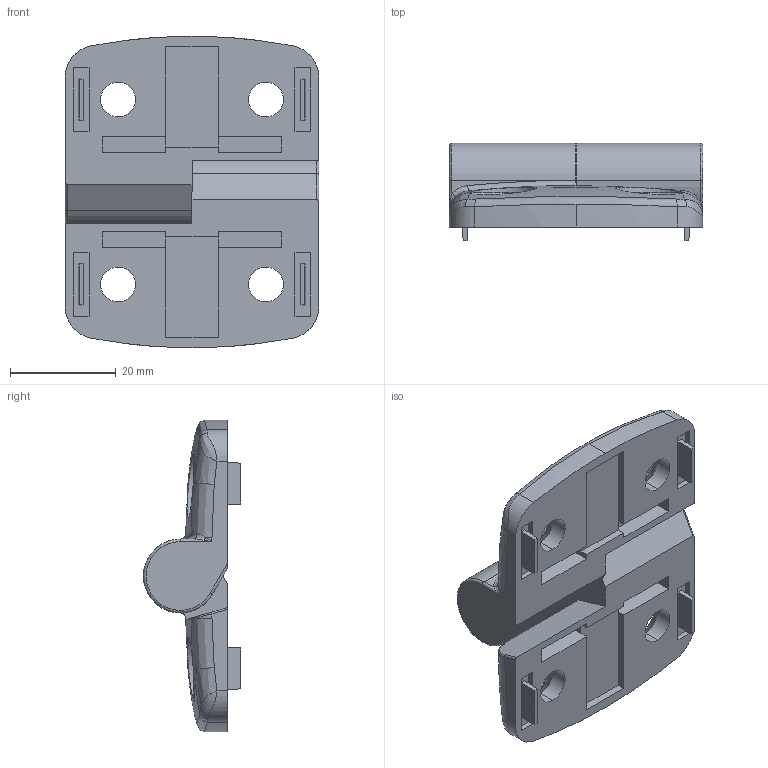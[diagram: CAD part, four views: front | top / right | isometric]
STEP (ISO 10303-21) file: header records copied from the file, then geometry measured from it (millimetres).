
FILE_DESCRIPTION (( 'STEP AP214' ), '1' );
FILE_NAME ('095k3030r08.STEP', '2014-08-13T10:30:21', ( '' ), ( '' ), 'SwSTEP 2.0', 'SolidWorks 2014', '' );
FILE_SCHEMA (( 'AUTOMOTIVE_DESIGN' ));
Length unit declared in the file: millimetre
Products named in the file (3): 095k-01_6-41; 095k30r00_095 k 30 r08; 095k3030r08
Assembly tree (3 placements, depth 2):
  095k3030r08
    095k30r00_095 k 30 r08  x2
    095k-01_6-41
Bounding box: 48 x 18.4 x 59 mm (x, y, z)
Volume: 19488.3 mm3; surface area: 10737.1 mm2
Topology: 3 solids, 3 shells, 188 faces, 474 edges, 296 vertices
Faces by surface type: plane 92, cylinder 42, bspline 30, cone 12, torus 12
Entity records: 4012 total; most frequent: CARTESIAN_POINT 1617, ORIENTED_EDGE 494, DIRECTION 433, EDGE_CURVE 247, VERTEX_POINT 156, AXIS2_PLACEMENT_3D 150, VECTOR 133, LINE 133
